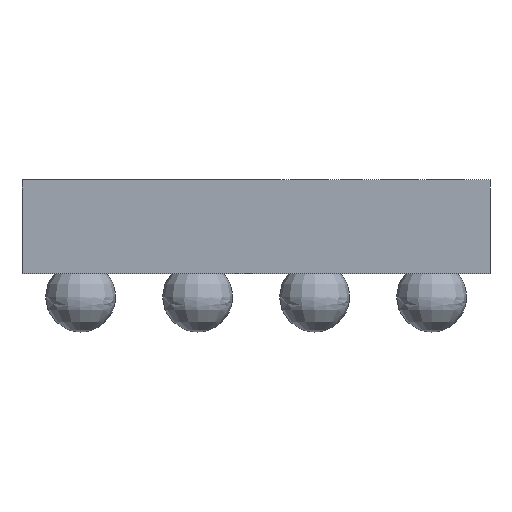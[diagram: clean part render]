
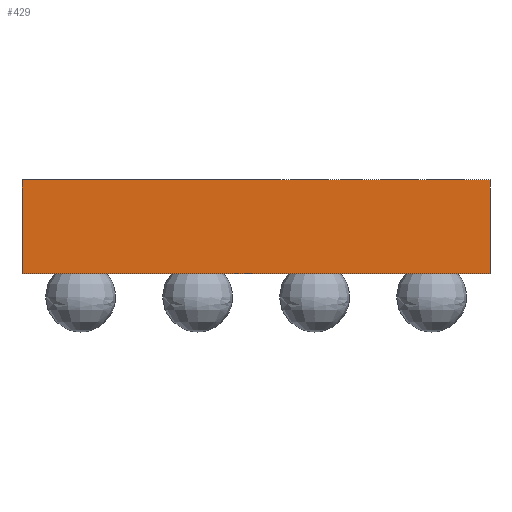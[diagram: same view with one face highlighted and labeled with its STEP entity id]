
A CAD part, front view. The second image highlights one B-rep face of the part: STEP entity #429.
In plain terms, the highlighted free-form (B-spline) face has degree [1, 1] with [2, 2] control points.
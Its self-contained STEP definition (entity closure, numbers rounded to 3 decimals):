
#429=ADVANCED_FACE('',(#483),#1831,.T.);
#483=FACE_OUTER_BOUND('',#526,.T.);
#526=EDGE_LOOP('',(#624,#625,#626,#627));
#624=ORIENTED_EDGE('',*,*,#1284,.T.);
#625=ORIENTED_EDGE('',*,*,#1285,.T.);
#626=ORIENTED_EDGE('',*,*,#1286,.T.);
#627=ORIENTED_EDGE('',*,*,#1287,.T.);
#796=PCURVE('',#1831,#968);
#797=PCURVE('',#1831,#969);
#798=PCURVE('',#1831,#970);
#799=PCURVE('',#1831,#971);
#803=PCURVE('',#1832,#975);
#809=PCURVE('',#1834,#981);
#815=PCURVE('',#1835,#987);
#816=PCURVE('',#1836,#988);
#968=DEFINITIONAL_REPRESENTATION('',(#1493),#4409);
#969=DEFINITIONAL_REPRESENTATION('',(#1495),#4409);
#970=DEFINITIONAL_REPRESENTATION('',(#1497),#4409);
#971=DEFINITIONAL_REPRESENTATION('',(#1499),#4409);
#975=DEFINITIONAL_REPRESENTATION('',(#1506),#4409);
#981=DEFINITIONAL_REPRESENTATION('',(#1516),#4409);
#987=DEFINITIONAL_REPRESENTATION('',(#1523),#4409);
#988=DEFINITIONAL_REPRESENTATION('',(#1524),#4409);
#1140=SURFACE_CURVE('',#1492,(#796,#815),.PCURVE_S1.);
#1141=SURFACE_CURVE('',#1494,(#797,#803),.PCURVE_S1.);
#1142=SURFACE_CURVE('',#1496,(#798,#816),.PCURVE_S1.);
#1143=SURFACE_CURVE('',#1498,(#799,#809),.PCURVE_S1.);
#1284=EDGE_CURVE('',#1724,#1725,#1140,.T.);
#1285=EDGE_CURVE('',#1725,#1726,#1141,.T.);
#1286=EDGE_CURVE('',#1726,#1727,#1142,.T.);
#1287=EDGE_CURVE('',#1727,#1724,#1143,.T.);
#1492=B_SPLINE_CURVE_WITH_KNOTS('',1,(#2884,#2885),.UNSPECIFIED.,.F.,.F.,
(2,2),(0.,2.),.UNSPECIFIED.);
#1493=B_SPLINE_CURVE_WITH_KNOTS('',1,(#2886,#2887),.UNSPECIFIED.,.F.,.F.,
(2,2),(0.,2.),.UNSPECIFIED.);
#1494=B_SPLINE_CURVE_WITH_KNOTS('',1,(#2888,#2889),.UNSPECIFIED.,.F.,.F.,
(2,2),(0.,0.4),.UNSPECIFIED.);
#1495=B_SPLINE_CURVE_WITH_KNOTS('',1,(#2890,#2891),.UNSPECIFIED.,.F.,.F.,
(2,2),(0.,0.4),.UNSPECIFIED.);
#1496=B_SPLINE_CURVE_WITH_KNOTS('',1,(#2892,#2893),.UNSPECIFIED.,.F.,.F.,
(2,2),(-2.,0.),.UNSPECIFIED.);
#1497=B_SPLINE_CURVE_WITH_KNOTS('',1,(#2894,#2895),.UNSPECIFIED.,.F.,.F.,
(2,2),(-2.,0.),.UNSPECIFIED.);
#1498=B_SPLINE_CURVE_WITH_KNOTS('',1,(#2896,#2897),.UNSPECIFIED.,.F.,.F.,
(2,2),(-0.4,0.),.UNSPECIFIED.);
#1499=B_SPLINE_CURVE_WITH_KNOTS('',1,(#2898,#2899),.UNSPECIFIED.,.F.,.F.,
(2,2),(-0.4,0.),.UNSPECIFIED.);
#1506=B_SPLINE_CURVE_WITH_KNOTS('',1,(#2912,#2913),.UNSPECIFIED.,.F.,.F.,
(2,2),(0.,0.4),.UNSPECIFIED.);
#1516=B_SPLINE_CURVE_WITH_KNOTS('',1,(#2932,#2933),.UNSPECIFIED.,.F.,.F.,
(2,2),(-0.4,0.),.UNSPECIFIED.);
#1523=B_SPLINE_CURVE_WITH_KNOTS('',1,(#2946,#2947),.UNSPECIFIED.,.F.,.F.,
(2,2),(0.,2.),.UNSPECIFIED.);
#1524=B_SPLINE_CURVE_WITH_KNOTS('',1,(#2948,#2949),.UNSPECIFIED.,.F.,.F.,
(2,2),(-2.,0.),.UNSPECIFIED.);
#1724=VERTEX_POINT('',#2825);
#1725=VERTEX_POINT('',#2826);
#1726=VERTEX_POINT('',#2827);
#1727=VERTEX_POINT('',#2828);
#1831=B_SPLINE_SURFACE_WITH_KNOTS('',1,1,((#2801,#2802),(#2803,#2804)),
 .UNSPECIFIED.,.F.,.F.,.F.,(2,2),(2,2),(0.,2.),(0.,0.4),.UNSPECIFIED.);
#1832=B_SPLINE_SURFACE_WITH_KNOTS('',1,1,((#2805,#2806),(#2807,#2808)),
 .UNSPECIFIED.,.F.,.F.,.F.,(2,2),(2,2),(2.,4.),(0.,0.4),.UNSPECIFIED.);
#1834=B_SPLINE_SURFACE_WITH_KNOTS('',1,1,((#2813,#2814),(#2815,#2816)),
 .UNSPECIFIED.,.F.,.F.,.F.,(2,2),(2,2),(6.,8.),(0.,0.4),.UNSPECIFIED.);
#1835=B_SPLINE_SURFACE_WITH_KNOTS('',1,1,((#2817,#2818),(#2819,#2820)),
 .UNSPECIFIED.,.F.,.F.,.F.,(2,2),(2,2),(0.,2.),(0.,2.),.UNSPECIFIED.);
#1836=B_SPLINE_SURFACE_WITH_KNOTS('',1,1,((#2821,#2822),(#2823,#2824)),
 .UNSPECIFIED.,.F.,.F.,.F.,(2,2),(2,2),(0.,2.),(0.,2.),.UNSPECIFIED.);
#2801=CARTESIAN_POINT('',(-1.,-1.,0.25));
#2802=CARTESIAN_POINT('',(-1.,-1.,0.65));
#2803=CARTESIAN_POINT('',(1.,-1.,0.25));
#2804=CARTESIAN_POINT('',(1.,-1.,0.65));
#2805=CARTESIAN_POINT('',(1.,-1.,0.25));
#2806=CARTESIAN_POINT('',(1.,-1.,0.65));
#2807=CARTESIAN_POINT('',(1.,1.,0.25));
#2808=CARTESIAN_POINT('',(1.,1.,0.65));
#2813=CARTESIAN_POINT('',(-1.,1.,0.25));
#2814=CARTESIAN_POINT('',(-1.,1.,0.65));
#2815=CARTESIAN_POINT('',(-1.,-1.,0.25));
#2816=CARTESIAN_POINT('',(-1.,-1.,0.65));
#2817=CARTESIAN_POINT('',(-1.,-1.,0.25));
#2818=CARTESIAN_POINT('',(1.,-1.,0.25));
#2819=CARTESIAN_POINT('',(-1.,1.,0.25));
#2820=CARTESIAN_POINT('',(1.,1.,0.25));
#2821=CARTESIAN_POINT('',(-1.,-1.,0.65));
#2822=CARTESIAN_POINT('',(-1.,1.,0.65));
#2823=CARTESIAN_POINT('',(1.,-1.,0.65));
#2824=CARTESIAN_POINT('',(1.,1.,0.65));
#2825=CARTESIAN_POINT('',(-1.,-1.,0.25));
#2826=CARTESIAN_POINT('',(1.,-1.,0.25));
#2827=CARTESIAN_POINT('',(1.,-1.,0.65));
#2828=CARTESIAN_POINT('',(-1.,-1.,0.65));
#2884=CARTESIAN_POINT('',(-1.,-1.,0.25));
#2885=CARTESIAN_POINT('',(1.,-1.,0.25));
#2886=CARTESIAN_POINT('',(0.,0.));
#2887=CARTESIAN_POINT('',(2.,0.));
#2888=CARTESIAN_POINT('',(1.,-1.,0.25));
#2889=CARTESIAN_POINT('',(1.,-1.,0.65));
#2890=CARTESIAN_POINT('',(2.,0.));
#2891=CARTESIAN_POINT('',(2.,0.4));
#2892=CARTESIAN_POINT('',(1.,-1.,0.65));
#2893=CARTESIAN_POINT('',(-1.,-1.,0.65));
#2894=CARTESIAN_POINT('',(2.,0.4));
#2895=CARTESIAN_POINT('',(0.,0.4));
#2896=CARTESIAN_POINT('',(-1.,-1.,0.65));
#2897=CARTESIAN_POINT('',(-1.,-1.,0.25));
#2898=CARTESIAN_POINT('',(0.,0.4));
#2899=CARTESIAN_POINT('',(0.,0.));
#2912=CARTESIAN_POINT('',(2.,0.));
#2913=CARTESIAN_POINT('',(2.,0.4));
#2932=CARTESIAN_POINT('',(8.,0.4));
#2933=CARTESIAN_POINT('',(8.,0.));
#2946=CARTESIAN_POINT('',(0.,0.));
#2947=CARTESIAN_POINT('',(0.,2.));
#2948=CARTESIAN_POINT('',(2.,0.));
#2949=CARTESIAN_POINT('',(0.,0.));
#4409=(
GEOMETRIC_REPRESENTATION_CONTEXT(2)
PARAMETRIC_REPRESENTATION_CONTEXT()
REPRESENTATION_CONTEXT('pspace','')
);
